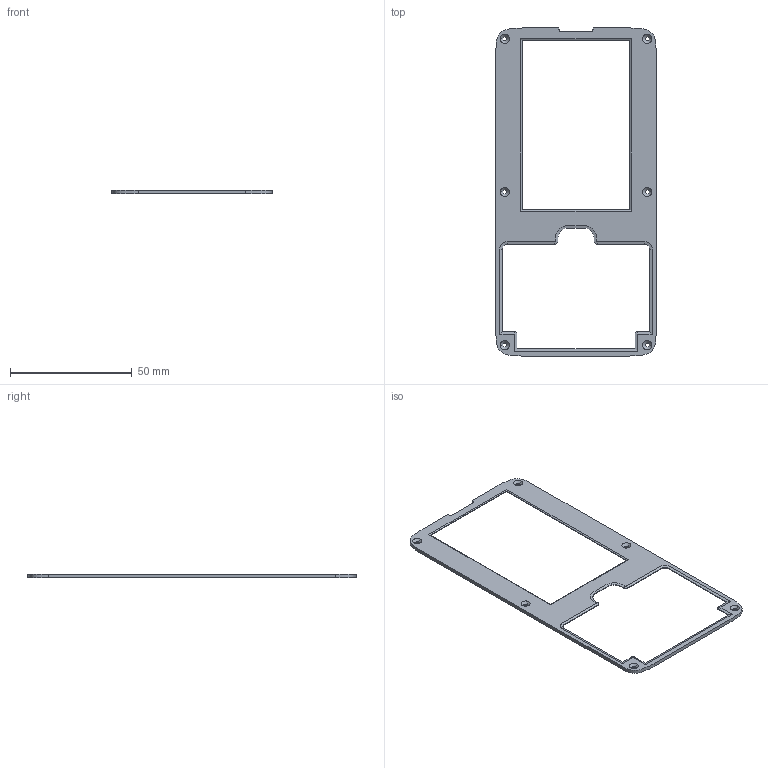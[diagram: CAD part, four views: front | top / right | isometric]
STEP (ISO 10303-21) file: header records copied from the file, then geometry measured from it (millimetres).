
FILE_DESCRIPTION (( 'STEP AP214' ), '1' );
FILE_NAME ('front-bezel.STEP', '2020-03-16T20:49:49', ( '' ), ( '' ), 'SwSTEP 2.0', 'SolidWorks 2019', '' );
FILE_SCHEMA (( 'AUTOMOTIVE_DESIGN' ));
Length unit declared in the file: millimetre
Products named in the file (1): front-bezel
Bounding box: 65.7 x 134.7 x 1.5 mm (x, y, z)
Volume: 3702.8 mm3; surface area: 7378.2 mm2
Topology: 1 solids, 1 shells, 122 faces, 321 edges, 200 vertices
Faces by surface type: plane 61, cylinder 37, cone 20, bspline 4
Entity records: 4153 total; most frequent: CARTESIAN_POINT 1046, DIRECTION 641, ORIENTED_EDGE 638, EDGE_CURVE 319, VECTOR 219, LINE 219, AXIS2_PLACEMENT_3D 211, VERTEX_POINT 200
